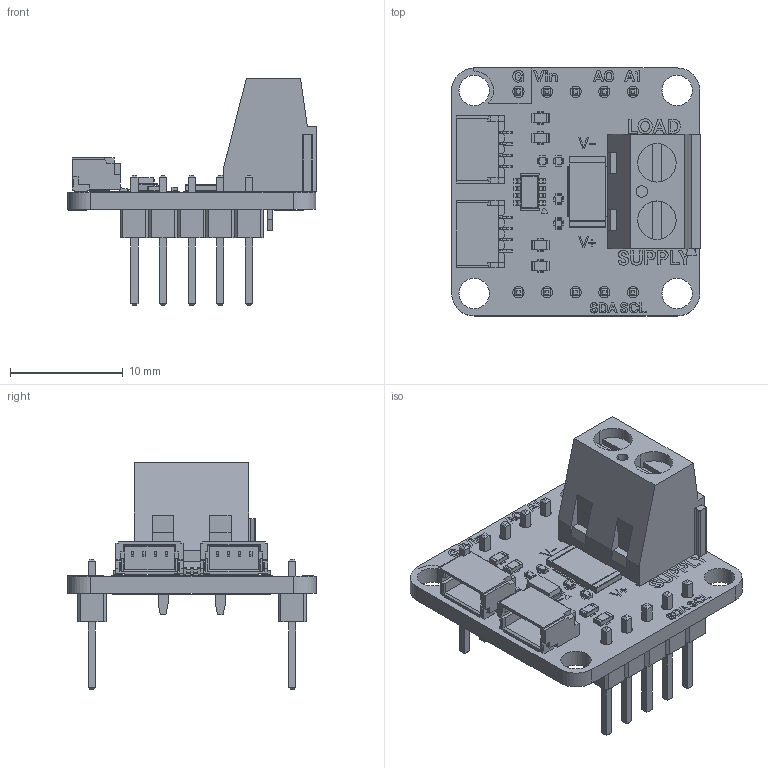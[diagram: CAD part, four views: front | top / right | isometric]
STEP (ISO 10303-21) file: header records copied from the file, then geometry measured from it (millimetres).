
FILE_DESCRIPTION(('KiCad electronic assembly'),'2;1');
FILE_NAME('AX22-0048.step','2025-12-04T19:38:48',('Pcbnew'),('Kicad'), 'Open CASCADE STEP processor 7.8','KiCad to STEP converter','Unknown' );
FILE_SCHEMA(('AUTOMOTIVE_DESIGN { 1 0 10303 214 1 1 1 1 }'));
Length unit declared in the file: millimetre
Products named in the file (10): AX22-0048 1; R_0402_1005Metric; R_0603_1608Metric; SM04B-SRSS-TB(LF)(SN)--3DModel-STEP-269445; SOT-23-8; PinHeader_1x05_P2.54mm_Vertical; R_2512_6332Metric; BigGreenConnector; AX22_Power_Monitor_INA219_silkscreen; AX22_Power_Monitor_INA219_PCB
Assembly tree (17 placements, depth 2):
  AX22-0048 1
    R_0402_1005Metric  x4
    R_0603_1608Metric  x4
    SM04B-SRSS-TB(LF)(SN)--3DModel-STEP-269445  x2
    SOT-23-8
    PinHeader_1x05_P2.54mm_Vertical  x2
    R_2512_6332Metric
    BigGreenConnector
    AX22_Power_Monitor_INA219_silkscreen
    AX22_Power_Monitor_INA219_PCB
Bounding box: 22.06 x 22 x 20.14 mm (x, y, z)
Volume: 1599.3 mm3; surface area: 2872.5 mm2
Topology: 32 solids, 144 shells, 1334 faces, 5523 edges, 4384 vertices
Faces by surface type: plane 1080, cylinder 222, bspline 32
Full cylindrical faces by diameter (mm): 1 x10, 1.3 x2, 2.7 x4
Entity records: 45239 total; most frequent: CARTESIAN_POINT 8656, DIRECTION 6418, ORIENTED_EDGE 6052, EDGE_CURVE 4175, VERTEX_POINT 3510, LINE 3490, VECTOR 3490, AXIS2_PLACEMENT_3D 1464
